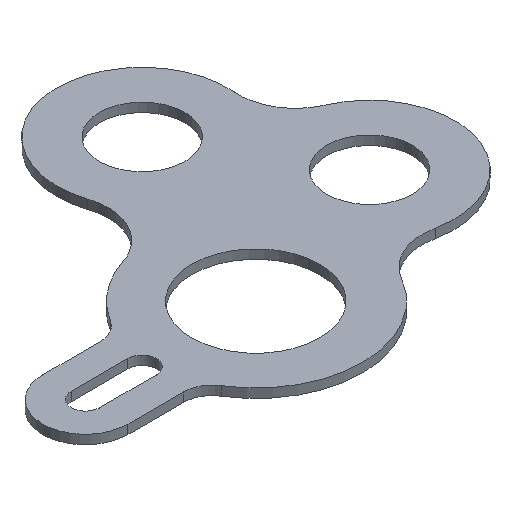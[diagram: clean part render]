
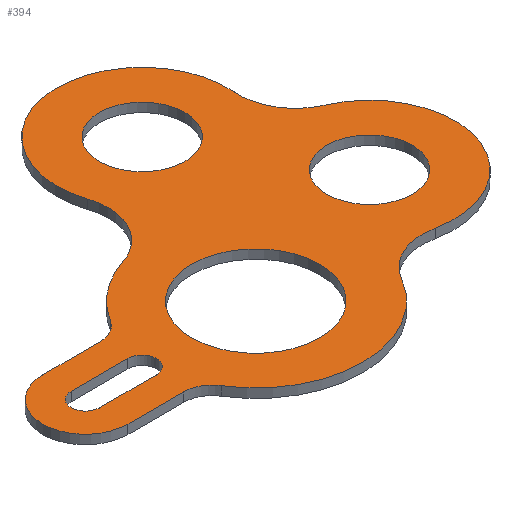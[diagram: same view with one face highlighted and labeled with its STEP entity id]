
A CAD part, isometric view. The second image highlights one B-rep face of the part: STEP entity #394.
In plain terms, the highlighted planar face has unit normal (0, 0, 1).
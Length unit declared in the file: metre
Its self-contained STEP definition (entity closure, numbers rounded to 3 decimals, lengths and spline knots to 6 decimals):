
#16=PLANE('',#458);
#26=LINE('',#627,#50);
#30=LINE('',#639,#54);
#38=LINE('',#672,#62);
#41=LINE('',#696,#65);
#50=VECTOR('',#502,1.);
#54=VECTOR('',#514,1.);
#62=VECTOR('',#548,1.);
#65=VECTOR('',#577,1.);
#136=ORIENTED_EDGE('',*,*,#210,.F.);
#137=ORIENTED_EDGE('',*,*,#214,.F.);
#138=ORIENTED_EDGE('',*,*,#217,.F.);
#139=ORIENTED_EDGE('',*,*,#225,.T.);
#140=ORIENTED_EDGE('',*,*,#222,.F.);
#141=ORIENTED_EDGE('',*,*,#220,.F.);
#142=ORIENTED_EDGE('',*,*,#218,.F.);
#143=ORIENTED_EDGE('',*,*,#176,.F.);
#144=ORIENTED_EDGE('',*,*,#180,.T.);
#145=ORIENTED_EDGE('',*,*,#183,.F.);
#146=ORIENTED_EDGE('',*,*,#186,.T.);
#147=ORIENTED_EDGE('',*,*,#189,.F.);
#148=ORIENTED_EDGE('',*,*,#192,.F.);
#149=ORIENTED_EDGE('',*,*,#195,.T.);
#150=ORIENTED_EDGE('',*,*,#198,.F.);
#151=ORIENTED_EDGE('',*,*,#201,.F.);
#152=ORIENTED_EDGE('',*,*,#204,.T.);
#153=ORIENTED_EDGE('',*,*,#207,.F.);
#154=ORIENTED_EDGE('',*,*,#227,.T.);
#176=EDGE_CURVE('',#230,#231,#267,.T.);
#180=EDGE_CURVE('',#230,#233,#269,.T.);
#183=EDGE_CURVE('',#235,#233,#271,.T.);
#186=EDGE_CURVE('',#235,#237,#273,.T.);
#189=EDGE_CURVE('',#239,#237,#275,.T.);
#192=EDGE_CURVE('',#241,#239,#26,.T.);
#195=EDGE_CURVE('',#241,#243,#277,.T.);
#198=EDGE_CURVE('',#245,#243,#30,.T.);
#201=EDGE_CURVE('',#247,#245,#279,.T.);
#204=EDGE_CURVE('',#247,#249,#281,.T.);
#207=EDGE_CURVE('',#251,#249,#283,.T.);
#210=EDGE_CURVE('',#254,#255,#285,.T.);
#214=EDGE_CURVE('',#257,#254,#38,.T.);
#217=EDGE_CURVE('',#259,#257,#287,.T.);
#218=EDGE_CURVE('',#260,#260,#288,.T.);
#220=EDGE_CURVE('',#262,#262,#290,.T.);
#222=EDGE_CURVE('',#264,#264,#292,.T.);
#225=EDGE_CURVE('',#259,#255,#41,.T.);
#227=EDGE_CURVE('',#251,#231,#295,.T.);
#230=VERTEX_POINT('',#594);
#231=VERTEX_POINT('',#596);
#233=VERTEX_POINT('',#602);
#235=VERTEX_POINT('',#608);
#237=VERTEX_POINT('',#614);
#239=VERTEX_POINT('',#620);
#241=VERTEX_POINT('',#626);
#243=VERTEX_POINT('',#632);
#245=VERTEX_POINT('',#638);
#247=VERTEX_POINT('',#644);
#249=VERTEX_POINT('',#650);
#251=VERTEX_POINT('',#656);
#254=VERTEX_POINT('',#663);
#255=VERTEX_POINT('',#665);
#257=VERTEX_POINT('',#671);
#259=VERTEX_POINT('',#677);
#260=VERTEX_POINT('',#681);
#262=VERTEX_POINT('',#686);
#264=VERTEX_POINT('',#691);
#267=CIRCLE('',#411,0.0127);
#269=CIRCLE('',#414,0.01905);
#271=CIRCLE('',#417,0.0127);
#273=CIRCLE('',#420,0.023603);
#275=CIRCLE('',#423,0.00635);
#277=CIRCLE('',#427,0.009525);
#279=CIRCLE('',#431,0.00635);
#281=CIRCLE('',#434,0.023813);
#283=CIRCLE('',#437,0.0127);
#285=CIRCLE('',#440,0.003175);
#287=CIRCLE('',#444,0.003175);
#288=CIRCLE('',#446,0.014288);
#290=CIRCLE('',#449,0.009525);
#292=CIRCLE('',#452,0.009525);
#295=CIRCLE('',#457,0.01905);
#318=EDGE_LOOP('',(#136,#137,#138,#139));
#319=EDGE_LOOP('',(#140));
#320=EDGE_LOOP('',(#141));
#321=EDGE_LOOP('',(#142));
#322=EDGE_LOOP('',(#143,#144,#145,#146,#147,#148,#149,#150,#151,#152,#153,
#154));
#350=FACE_BOUND('',#318,.T.);
#351=FACE_BOUND('',#319,.T.);
#352=FACE_BOUND('',#320,.T.);
#353=FACE_BOUND('',#321,.T.);
#354=FACE_BOUND('',#322,.T.);
#394=ADVANCED_FACE('',(#350,#351,#352,#353,#354),#16,.T.);
#411=AXIS2_PLACEMENT_3D('',#595,#467,#468);
#414=AXIS2_PLACEMENT_3D('',#603,#475,#476);
#417=AXIS2_PLACEMENT_3D('',#609,#482,#483);
#420=AXIS2_PLACEMENT_3D('',#615,#489,#490);
#423=AXIS2_PLACEMENT_3D('',#621,#496,#497);
#427=AXIS2_PLACEMENT_3D('',#633,#508,#509);
#431=AXIS2_PLACEMENT_3D('',#645,#520,#521);
#434=AXIS2_PLACEMENT_3D('',#651,#527,#528);
#437=AXIS2_PLACEMENT_3D('',#657,#534,#535);
#440=AXIS2_PLACEMENT_3D('',#664,#541,#542);
#444=AXIS2_PLACEMENT_3D('',#678,#554,#555);
#446=AXIS2_PLACEMENT_3D('',#680,#558,#559);
#449=AXIS2_PLACEMENT_3D('',#685,#564,#565);
#452=AXIS2_PLACEMENT_3D('',#690,#570,#571);
#457=AXIS2_PLACEMENT_3D('',#699,#582,#583);
#458=AXIS2_PLACEMENT_3D('',#700,#584,#585);
#467=DIRECTION('',(0.,0.,1.));
#468=DIRECTION('',(1.,0.,0.));
#475=DIRECTION('',(0.,0.,1.));
#476=DIRECTION('',(1.,0.,0.));
#482=DIRECTION('',(0.,0.,1.));
#483=DIRECTION('',(1.,0.,0.));
#489=DIRECTION('',(0.,0.,1.));
#490=DIRECTION('',(1.,0.,0.));
#496=DIRECTION('',(0.,0.,1.));
#497=DIRECTION('',(1.,0.,0.));
#502=DIRECTION('',(1.,0.,0.));
#508=DIRECTION('',(0.,0.,1.));
#509=DIRECTION('',(1.,0.,0.));
#514=DIRECTION('',(-1.,0.,0.));
#520=DIRECTION('',(0.,0.,1.));
#521=DIRECTION('',(1.,0.,0.));
#527=DIRECTION('',(0.,0.,1.));
#528=DIRECTION('',(1.,0.,0.));
#534=DIRECTION('',(0.,0.,1.));
#535=DIRECTION('',(1.,0.,0.));
#541=DIRECTION('',(0.,0.,1.));
#542=DIRECTION('',(1.,0.,0.));
#548=DIRECTION('',(1.,0.,0.));
#554=DIRECTION('',(0.,0.,1.));
#555=DIRECTION('',(1.,0.,0.));
#558=DIRECTION('',(0.,0.,1.));
#559=DIRECTION('',(1.,0.,0.));
#564=DIRECTION('',(0.,0.,1.));
#565=DIRECTION('',(1.,0.,0.));
#570=DIRECTION('',(0.,0.,1.));
#571=DIRECTION('',(1.,0.,0.));
#577=DIRECTION('',(1.,0.,0.));
#582=DIRECTION('',(0.,0.,1.));
#583=DIRECTION('',(1.,0.,0.));
#584=DIRECTION('',(0.,0.,1.));
#585=DIRECTION('',(1.,0.,0.));
#594=CARTESIAN_POINT('',(0.038036,0.042887,0.002032));
#595=CARTESIAN_POINT('',(0.050693,0.041846,0.002032));
#596=CARTESIAN_POINT('',(0.045656,0.030187,0.002032));
#602=CARTESIAN_POINT('',(0.000948,0.038515,0.002032));
#603=CARTESIAN_POINT('',(0.01905,0.04445,0.002032));
#608=CARTESIAN_POINT('',(-0.00723,0.022468,0.002032));
#609=CARTESIAN_POINT('',(-0.01112,0.034558,0.002032));
#614=CARTESIAN_POINT('',(-0.020015,0.01251,0.002032));
#615=CARTESIAN_POINT('',(0.,0.,0.002032));
#620=CARTESIAN_POINT('',(-0.0254,0.009525,0.002032));
#621=CARTESIAN_POINT('',(-0.0254,0.015875,0.002032));
#626=CARTESIAN_POINT('',(-0.0381,0.009525,0.002032));
#627=CARTESIAN_POINT('',(-0.03175,0.009525,0.002032));
#632=CARTESIAN_POINT('',(-0.0381,-0.009525,0.002032));
#633=CARTESIAN_POINT('',(-0.0381,0.,0.002032));
#638=CARTESIAN_POINT('',(-0.025647,-0.009525,0.002032));
#639=CARTESIAN_POINT('',(-0.031873,-0.009525,0.002032));
#644=CARTESIAN_POINT('',(-0.020248,-0.012533,0.002032));
#645=CARTESIAN_POINT('',(-0.025647,-0.015875,0.002032));
#650=CARTESIAN_POINT('',(0.02058,-0.011979,0.002032));
#651=CARTESIAN_POINT('',(0.,0.,0.002032));
#656=CARTESIAN_POINT('',(0.034173,-0.005941,0.002032));
#657=CARTESIAN_POINT('',(0.031556,-0.018368,0.002032));
#663=CARTESIAN_POINT('',(-0.0254,-0.003175,0.002032));
#664=CARTESIAN_POINT('',(-0.0254,0.,0.002032));
#665=CARTESIAN_POINT('',(-0.0254,0.003175,0.002032));
#671=CARTESIAN_POINT('',(-0.0381,-0.003175,0.002032));
#672=CARTESIAN_POINT('',(-0.03175,-0.003175,0.002032));
#677=CARTESIAN_POINT('',(-0.0381,0.003175,0.002032));
#678=CARTESIAN_POINT('',(-0.0381,0.,0.002032));
#680=CARTESIAN_POINT('',(0.,0.,0.002032));
#681=CARTESIAN_POINT('',(0.014288,0.,0.002032));
#685=CARTESIAN_POINT('',(0.0381,0.0127,0.002032));
#686=CARTESIAN_POINT('',(0.047625,0.0127,0.002032));
#690=CARTESIAN_POINT('',(0.01905,0.04445,0.002032));
#691=CARTESIAN_POINT('',(0.028575,0.04445,0.002032));
#696=CARTESIAN_POINT('',(-0.03175,0.003175,0.002032));
#699=CARTESIAN_POINT('',(0.0381,0.0127,0.002032));
#700=CARTESIAN_POINT('',(0.004763,0.019844,0.002032));
